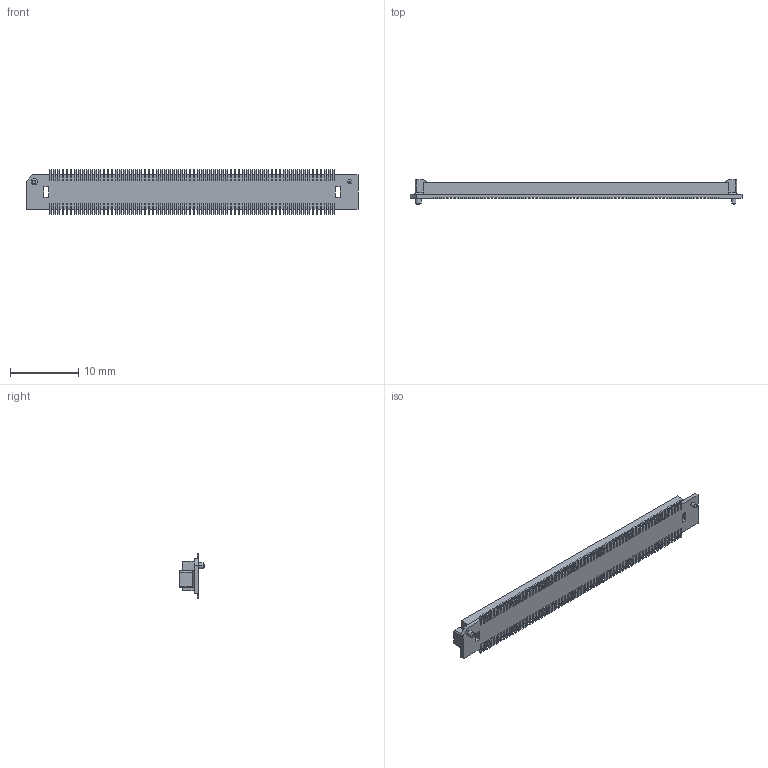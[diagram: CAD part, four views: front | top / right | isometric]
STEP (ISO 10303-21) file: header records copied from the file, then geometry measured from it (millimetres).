
FILE_DESCRIPTION(('OneSpaceDesigner STEP Export'),'2;1');
FILE_NAME('FX8-140P-SV.stp','2007-03-20T17:36:53',(''),(''),'OneSpace Designer STEP processor (Jan. 2003) for AP214(CD)(Solid Model)','OneSpace Designer 12.00 10-Sep-2003 (C) CoCreate Software GmbH','');
FILE_SCHEMA(('AUTOMOTIVE_DESIGN_CC2 {1 2 10303 214 -1 1 5 1}'));
Length unit declared in the file: millimetre
Products named in the file (1): FX8-140P-SV
Bounding box: 48.6 x 3.65 x 6.5 mm (x, y, z)
Volume: 265.6 mm3; surface area: 999.3 mm2
Topology: 1 solids, 1 shells, 902 faces, 2685 edges, 1782 vertices
Faces by surface type: plane 746, cylinder 144, cone 4, extrusion 4, bspline 4
Entity records: 36561 total; most frequent: CARTESIAN_POINT 5418, ORIENTED_EDGE 5362, DIRECTION 4733, EDGE_CURVE 2681, VECTOR 2379, LINE 2375, VERTEX_POINT 1782, AXIS2_PLACEMENT_3D 1177
